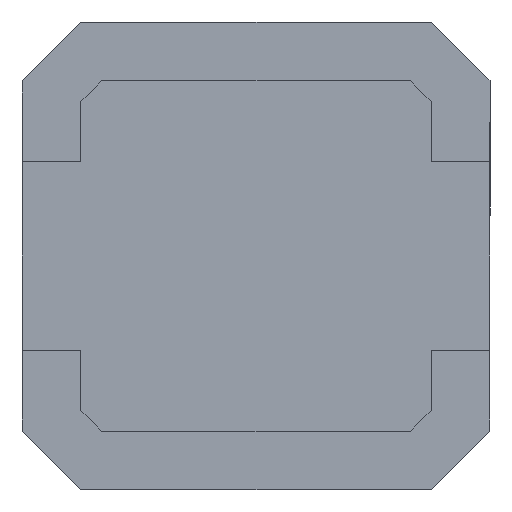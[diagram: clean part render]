
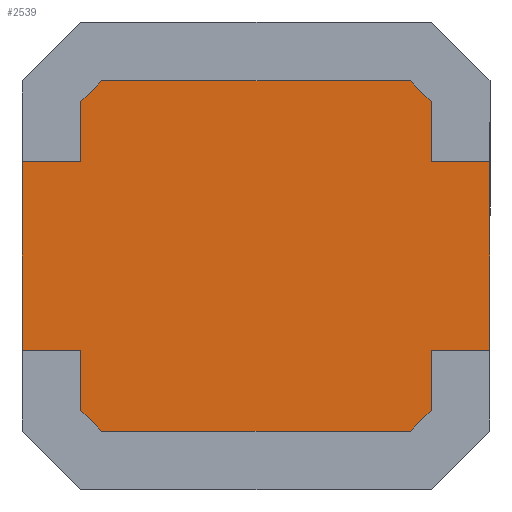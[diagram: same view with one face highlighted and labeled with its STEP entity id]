
A CAD part, front view. The second image highlights one B-rep face of the part: STEP entity #2539.
In plain terms, the highlighted planar face has unit normal (0, -1, 0).
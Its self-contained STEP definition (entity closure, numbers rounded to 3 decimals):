
#12 = CARTESIAN_POINT ( 'NONE',  ( 1.988, 0., 0. ) ) ;
#20 = VECTOR ( 'NONE', #3514, 1000. ) ;
#45 = VERTEX_POINT ( 'NONE', #5996 ) ;
#61 = CARTESIAN_POINT ( 'NONE',  ( 1.488, 0., 0. ) ) ;
#63 = DIRECTION ( 'NONE',  ( 0., 0., -1. ) ) ;
#77 = FACE_OUTER_BOUND ( 'NONE', #121, .T. ) ;
#121 = EDGE_LOOP ( 'NONE', ( #1391, #1902, #940, #6165, #677, #3843, #4527, #174, #1584, #3056, #771, #1644, #4698, #630, #1172, #2821 ) ) ;
#174 = ORIENTED_EDGE ( 'NONE', *, *, #687, .F. ) ;
#226 = VECTOR ( 'NONE', #3688, 1000. ) ;
#238 = LINE ( 'NONE', #1469, #2859 ) ;
#285 = EDGE_CURVE ( 'NONE', #5916, #893, #5910, .T. ) ;
#333 = VERTEX_POINT ( 'NONE', #1125 ) ;
#357 = CARTESIAN_POINT ( 'NONE',  ( -1.488, 0., -0.8 ) ) ;
#395 = LINE ( 'NONE', #652, #3093 ) ;
#399 = VERTEX_POINT ( 'NONE', #750 ) ;
#459 = CARTESIAN_POINT ( 'NONE',  ( -1.311, 0., -1.488 ) ) ;
#586 = DIRECTION ( 'NONE',  ( 0., 0., 1. ) ) ;
#615 = CARTESIAN_POINT ( 'NONE',  ( 1.488, 0., 0.8 ) ) ;
#630 = ORIENTED_EDGE ( 'NONE', *, *, #4501, .T. ) ;
#652 = CARTESIAN_POINT ( 'NONE',  ( 0., 0., -0.8 ) ) ;
#677 = ORIENTED_EDGE ( 'NONE', *, *, #4804, .T. ) ;
#687 = EDGE_CURVE ( 'NONE', #893, #3845, #5984, .T. ) ;
#708 = LINE ( 'NONE', #6310, #2119 ) ;
#750 = CARTESIAN_POINT ( 'NONE',  ( 1.311, 0., 1.488 ) ) ;
#771 = ORIENTED_EDGE ( 'NONE', *, *, #931, .T. ) ;
#832 = DIRECTION ( 'NONE',  ( -1., 0., 0. ) ) ;
#893 = VERTEX_POINT ( 'NONE', #3399 ) ;
#913 = VECTOR ( 'NONE', #2471, 1000. ) ;
#931 = EDGE_CURVE ( 'NONE', #333, #3569, #2926, .T. ) ;
#940 = ORIENTED_EDGE ( 'NONE', *, *, #3001, .F. ) ;
#965 = LINE ( 'NONE', #6193, #3131 ) ;
#979 = DIRECTION ( 'NONE',  ( -1., 0., 0. ) ) ;
#1044 = DIRECTION ( 'NONE',  ( 0., 0., 1. ) ) ;
#1076 = CARTESIAN_POINT ( 'NONE',  ( 1.488, 0., -1.311 ) ) ;
#1077 = EDGE_CURVE ( 'NONE', #5011, #5847, #1462, .T. ) ;
#1120 = VERTEX_POINT ( 'NONE', #2450 ) ;
#1124 = CARTESIAN_POINT ( 'NONE',  ( -1.988, 0., -0.8 ) ) ;
#1125 = CARTESIAN_POINT ( 'NONE',  ( -1.488, 0., -0.8 ) ) ;
#1172 = ORIENTED_EDGE ( 'NONE', *, *, #1077, .F. ) ;
#1234 = DIRECTION ( 'NONE',  ( 0.707, 0., -0.707 ) ) ;
#1367 = VERTEX_POINT ( 'NONE', #2667 ) ;
#1391 = ORIENTED_EDGE ( 'NONE', *, *, #3517, .F. ) ;
#1462 = LINE ( 'NONE', #61, #913 ) ;
#1469 = CARTESIAN_POINT ( 'NONE',  ( -1.311, 0., 1.488 ) ) ;
#1584 = ORIENTED_EDGE ( 'NONE', *, *, #285, .F. ) ;
#1644 = ORIENTED_EDGE ( 'NONE', *, *, #5441, .T. ) ;
#1752 = CARTESIAN_POINT ( 'NONE',  ( -1.311, 0., 1.488 ) ) ;
#1813 = EDGE_CURVE ( 'NONE', #399, #1367, #2443, .T. ) ;
#1902 = ORIENTED_EDGE ( 'NONE', *, *, #4945, .F. ) ;
#2037 = VERTEX_POINT ( 'NONE', #615 ) ;
#2119 = VECTOR ( 'NONE', #4843, 1000. ) ;
#2141 = CARTESIAN_POINT ( 'NONE',  ( 1.988, 0., -0.8 ) ) ;
#2173 = VECTOR ( 'NONE', #1044, 1000. ) ;
#2178 = LINE ( 'NONE', #4622, #3647 ) ;
#2239 = LINE ( 'NONE', #4689, #5755 ) ;
#2278 = LINE ( 'NONE', #5496, #3603 ) ;
#2359 = LINE ( 'NONE', #12, #4166 ) ;
#2375 = CARTESIAN_POINT ( 'NONE',  ( -1.488, 0., 0.8 ) ) ;
#2392 = VECTOR ( 'NONE', #2873, 1000. ) ;
#2441 = CARTESIAN_POINT ( 'NONE',  ( 1.311, 0., -1.488 ) ) ;
#2443 = LINE ( 'NONE', #3803, #3854 ) ;
#2450 = CARTESIAN_POINT ( 'NONE',  ( -1.311, 0., -1.488 ) ) ;
#2471 = DIRECTION ( 'NONE',  ( 0., 0., -1. ) ) ;
#2539 = ADVANCED_FACE ( 'NONE', ( #77 ), #4590, .F. ) ;
#2570 = VECTOR ( 'NONE', #3960, 1000. ) ;
#2595 = DIRECTION ( 'NONE',  ( 0., 1., 0. ) ) ;
#2667 = CARTESIAN_POINT ( 'NONE',  ( 1.488, 0., 1.311 ) ) ;
#2821 = ORIENTED_EDGE ( 'NONE', *, *, #4661, .F. ) ;
#2859 = VECTOR ( 'NONE', #979, 1000. ) ;
#2873 = DIRECTION ( 'NONE',  ( 0., 0., -1. ) ) ;
#2926 = LINE ( 'NONE', #357, #2392 ) ;
#3001 = EDGE_CURVE ( 'NONE', #1367, #2037, #965, .T. ) ;
#3056 = ORIENTED_EDGE ( 'NONE', *, *, #3218, .F. ) ;
#3093 = VECTOR ( 'NONE', #832, 1000. ) ;
#3106 = CARTESIAN_POINT ( 'NONE',  ( 0., 0., 0. ) ) ;
#3131 = VECTOR ( 'NONE', #6261, 1000. ) ;
#3218 = EDGE_CURVE ( 'NONE', #333, #5916, #2278, .T. ) ;
#3234 = LINE ( 'NONE', #3469, #3636 ) ;
#3338 = VERTEX_POINT ( 'NONE', #6325 ) ;
#3399 = CARTESIAN_POINT ( 'NONE',  ( -1.988, 0., 0.8 ) ) ;
#3469 = CARTESIAN_POINT ( 'NONE',  ( -1.488, 0., 0.8 ) ) ;
#3493 = LINE ( 'NONE', #459, #2570 ) ;
#3514 = DIRECTION ( 'NONE',  ( 0.707, 0., 0.707 ) ) ;
#3517 = EDGE_CURVE ( 'NONE', #45, #4972, #2359, .T. ) ;
#3569 = VERTEX_POINT ( 'NONE', #3906 ) ;
#3603 = VECTOR ( 'NONE', #4496, 1000. ) ;
#3636 = VECTOR ( 'NONE', #63, 1000. ) ;
#3647 = VECTOR ( 'NONE', #5644, 1000. ) ;
#3688 = DIRECTION ( 'NONE',  ( 1., 0., 0. ) ) ;
#3708 = CARTESIAN_POINT ( 'NONE',  ( 0., 0., 0.8 ) ) ;
#3803 = CARTESIAN_POINT ( 'NONE',  ( 1.311, 0., 1.488 ) ) ;
#3840 = VERTEX_POINT ( 'NONE', #2441 ) ;
#3843 = ORIENTED_EDGE ( 'NONE', *, *, #4340, .T. ) ;
#3845 = VERTEX_POINT ( 'NONE', #2375 ) ;
#3854 = VECTOR ( 'NONE', #5799, 1000. ) ;
#3906 = CARTESIAN_POINT ( 'NONE',  ( -1.488, 0., -1.311 ) ) ;
#3960 = DIRECTION ( 'NONE',  ( 1., 0., 0. ) ) ;
#4098 = CARTESIAN_POINT ( 'NONE',  ( 1.488, 0., -1.311 ) ) ;
#4133 = LINE ( 'NONE', #4098, #20 ) ;
#4166 = VECTOR ( 'NONE', #6438, 1000. ) ;
#4340 = EDGE_CURVE ( 'NONE', #5156, #3338, #708, .T. ) ;
#4469 = EDGE_CURVE ( 'NONE', #1120, #3840, #3493, .T. ) ;
#4496 = DIRECTION ( 'NONE',  ( -1., 0., 0. ) ) ;
#4501 = EDGE_CURVE ( 'NONE', #3840, #5847, #4133, .T. ) ;
#4527 = ORIENTED_EDGE ( 'NONE', *, *, #5245, .T. ) ;
#4590 = PLANE ( 'NONE',  #5020 ) ;
#4622 = CARTESIAN_POINT ( 'NONE',  ( 0., 0., 0.8 ) ) ;
#4661 = EDGE_CURVE ( 'NONE', #4972, #5011, #395, .T. ) ;
#4689 = CARTESIAN_POINT ( 'NONE',  ( -1.488, 0., -1.311 ) ) ;
#4698 = ORIENTED_EDGE ( 'NONE', *, *, #4469, .T. ) ;
#4804 = EDGE_CURVE ( 'NONE', #399, #5156, #238, .T. ) ;
#4843 = DIRECTION ( 'NONE',  ( -0.707, 0., -0.707 ) ) ;
#4945 = EDGE_CURVE ( 'NONE', #2037, #45, #2178, .T. ) ;
#4972 = VERTEX_POINT ( 'NONE', #2141 ) ;
#5011 = VERTEX_POINT ( 'NONE', #6184 ) ;
#5020 = AXIS2_PLACEMENT_3D ( 'NONE', #3106, #2595, #586 ) ;
#5156 = VERTEX_POINT ( 'NONE', #1752 ) ;
#5245 = EDGE_CURVE ( 'NONE', #3338, #3845, #3234, .T. ) ;
#5441 = EDGE_CURVE ( 'NONE', #3569, #1120, #2239, .T. ) ;
#5446 = CARTESIAN_POINT ( 'NONE',  ( -1.988, 0., 0. ) ) ;
#5496 = CARTESIAN_POINT ( 'NONE',  ( 0., 0., -0.8 ) ) ;
#5644 = DIRECTION ( 'NONE',  ( 1., 0., 0. ) ) ;
#5755 = VECTOR ( 'NONE', #1234, 1000. ) ;
#5799 = DIRECTION ( 'NONE',  ( 0.707, 0., -0.707 ) ) ;
#5847 = VERTEX_POINT ( 'NONE', #1076 ) ;
#5910 = LINE ( 'NONE', #5446, #2173 ) ;
#5916 = VERTEX_POINT ( 'NONE', #1124 ) ;
#5984 = LINE ( 'NONE', #3708, #226 ) ;
#5996 = CARTESIAN_POINT ( 'NONE',  ( 1.988, 0., 0.8 ) ) ;
#6165 = ORIENTED_EDGE ( 'NONE', *, *, #1813, .F. ) ;
#6184 = CARTESIAN_POINT ( 'NONE',  ( 1.488, 0., -0.8 ) ) ;
#6193 = CARTESIAN_POINT ( 'NONE',  ( 1.488, 0., 0. ) ) ;
#6261 = DIRECTION ( 'NONE',  ( 0., 0., -1. ) ) ;
#6310 = CARTESIAN_POINT ( 'NONE',  ( -1.488, 0., 1.311 ) ) ;
#6325 = CARTESIAN_POINT ( 'NONE',  ( -1.488, 0., 1.311 ) ) ;
#6438 = DIRECTION ( 'NONE',  ( 0., 0., -1. ) ) ;
